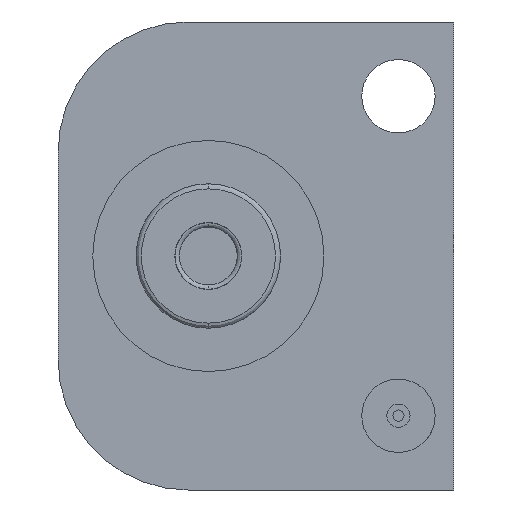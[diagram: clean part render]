
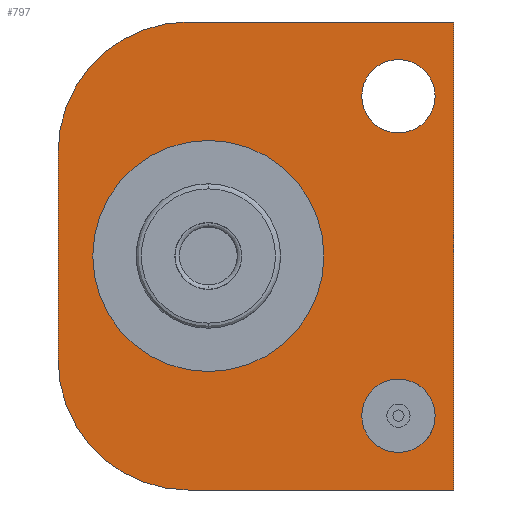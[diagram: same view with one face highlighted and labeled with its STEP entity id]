
A CAD part, left-side view. The second image highlights one B-rep face of the part: STEP entity #797.
In plain terms, the highlighted planar face has unit normal (-1, 0, 0).
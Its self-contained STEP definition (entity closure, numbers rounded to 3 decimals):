
#48 = EDGE_CURVE ( 'NONE', #8031, #8741, #704, .T. ) ;
#111 = VERTEX_POINT ( 'NONE', #4279 ) ;
#219 = DIRECTION ( 'NONE',  ( 1., 0., 0. ) ) ;
#257 = CARTESIAN_POINT ( 'NONE',  ( -53.9, 8.5, 4. ) ) ;
#319 = VECTOR ( 'NONE', #972, 1000. ) ;
#369 = CIRCLE ( 'NONE', #2899, 1.27 ) ;
#420 = CARTESIAN_POINT ( 'NONE',  ( -53.9, 1.92, 5.53 ) ) ;
#522 = CARTESIAN_POINT ( 'NONE',  ( -53.9, 9.2, -3.6 ) ) ;
#526 = EDGE_CURVE ( 'NONE', #8741, #4806, #2347, .T. ) ;
#635 = EDGE_LOOP ( 'NONE', ( #4609, #6481 ) ) ;
#688 = FACE_BOUND ( 'NONE', #635, .T. ) ;
#704 = LINE ( 'NONE', #1242, #8423 ) ;
#797 = ADVANCED_FACE ( 'NONE', ( #9808, #10644, #3029, #688 ), #2042, .T. ) ;
#840 = CARTESIAN_POINT ( 'NONE',  ( -53.9, 13.7, -3.6 ) ) ;
#845 = VERTEX_POINT ( 'NONE', #4873 ) ;
#972 = DIRECTION ( 'NONE',  ( 0., -1., 0. ) ) ;
#986 = ORIENTED_EDGE ( 'NONE', *, *, #6253, .F. ) ;
#1079 = DIRECTION ( 'NONE',  ( 0., 0., 1. ) ) ;
#1122 = CARTESIAN_POINT ( 'NONE',  ( -53.9, 0.65, 0. ) ) ;
#1242 = CARTESIAN_POINT ( 'NONE',  ( -53.9, 13.7, 0. ) ) ;
#1298 = DIRECTION ( 'NONE',  ( 0., 0., 1. ) ) ;
#1414 = DIRECTION ( 'NONE',  ( -1., 0., 0. ) ) ;
#1430 = CARTESIAN_POINT ( 'NONE',  ( -53.9, 1.92, -5.53 ) ) ;
#1709 = CIRCLE ( 'NONE', #6477, 1.27 ) ;
#2042 = PLANE ( 'NONE',  #6579 ) ;
#2277 = DIRECTION ( 'NONE',  ( -1., 0., 0. ) ) ;
#2347 = CIRCLE ( 'NONE', #7346, 4.5 ) ;
#2458 = VECTOR ( 'NONE', #11457, 1000. ) ;
#2549 = AXIS2_PLACEMENT_3D ( 'NONE', #10227, #9397, #1298 ) ;
#2606 = ORIENTED_EDGE ( 'NONE', *, *, #4922, .T. ) ;
#2844 = CARTESIAN_POINT ( 'NONE',  ( -53.9, 1.92, 6.8 ) ) ;
#2899 = AXIS2_PLACEMENT_3D ( 'NONE', #1430, #2277, #4050 ) ;
#3029 = FACE_BOUND ( 'NONE', #11465, .T. ) ;
#3403 = ORIENTED_EDGE ( 'NONE', *, *, #7757, .F. ) ;
#3800 = DIRECTION ( 'NONE',  ( -1., 0., 0. ) ) ;
#3847 = CARTESIAN_POINT ( 'NONE',  ( -53.9, 1.92, -5.53 ) ) ;
#3958 = DIRECTION ( 'NONE',  ( 0., 0., -1. ) ) ;
#4023 = ORIENTED_EDGE ( 'NONE', *, *, #48, .T. ) ;
#4050 = DIRECTION ( 'NONE',  ( 0., 0., 1. ) ) ;
#4072 = EDGE_CURVE ( 'NONE', #11180, #5004, #5034, .T. ) ;
#4086 = CARTESIAN_POINT ( 'NONE',  ( -53.9, 9.2, 8.1 ) ) ;
#4279 = CARTESIAN_POINT ( 'NONE',  ( -53.9, 0., -8.1 ) ) ;
#4309 = CIRCLE ( 'NONE', #10948, 1.27 ) ;
#4467 = CARTESIAN_POINT ( 'NONE',  ( -53.9, 0., 0. ) ) ;
#4504 = CARTESIAN_POINT ( 'NONE',  ( -53.9, 8.5, -4. ) ) ;
#4505 = CIRCLE ( 'NONE', #7805, 4. ) ;
#4609 = ORIENTED_EDGE ( 'NONE', *, *, #11126, .T. ) ;
#4748 = DIRECTION ( 'NONE',  ( 0., 0., 1. ) ) ;
#4806 = VERTEX_POINT ( 'NONE', #8665 ) ;
#4873 = CARTESIAN_POINT ( 'NONE',  ( -53.9, 1.92, -6.8 ) ) ;
#4922 = EDGE_CURVE ( 'NONE', #4806, #111, #6119, .T. ) ;
#4992 = ORIENTED_EDGE ( 'NONE', *, *, #9226, .F. ) ;
#5004 = VERTEX_POINT ( 'NONE', #257 ) ;
#5034 = CIRCLE ( 'NONE', #11209, 4. ) ;
#5118 = ORIENTED_EDGE ( 'NONE', *, *, #6053, .F. ) ;
#5354 = VERTEX_POINT ( 'NONE', #4086 ) ;
#5404 = DIRECTION ( 'NONE',  ( 0., 0., 1. ) ) ;
#6053 = EDGE_CURVE ( 'NONE', #11300, #7474, #1709, .T. ) ;
#6119 = LINE ( 'NONE', #8969, #319 ) ;
#6193 = CARTESIAN_POINT ( 'NONE',  ( -53.9, 0.65, 8.1 ) ) ;
#6253 = EDGE_CURVE ( 'NONE', #845, #8771, #6668, .T. ) ;
#6440 = ORIENTED_EDGE ( 'NONE', *, *, #526, .T. ) ;
#6477 = AXIS2_PLACEMENT_3D ( 'NONE', #7807, #7886, #5404 ) ;
#6481 = ORIENTED_EDGE ( 'NONE', *, *, #4072, .T. ) ;
#6483 = ORIENTED_EDGE ( 'NONE', *, *, #10606, .T. ) ;
#6579 = AXIS2_PLACEMENT_3D ( 'NONE', #1122, #3800, #10018 ) ;
#6621 = DIRECTION ( 'NONE',  ( -1., 0., 0. ) ) ;
#6668 = CIRCLE ( 'NONE', #6704, 1.27 ) ;
#6704 = AXIS2_PLACEMENT_3D ( 'NONE', #3847, #6621, #10056 ) ;
#6748 = LINE ( 'NONE', #6193, #2458 ) ;
#6911 = CARTESIAN_POINT ( 'NONE',  ( -53.9, 1.92, 4.26 ) ) ;
#6948 = CARTESIAN_POINT ( 'NONE',  ( -53.9, 13.7, 3.6 ) ) ;
#6989 = VECTOR ( 'NONE', #9729, 1000. ) ;
#7346 = AXIS2_PLACEMENT_3D ( 'NONE', #522, #1414, #10345 ) ;
#7474 = VERTEX_POINT ( 'NONE', #6911 ) ;
#7665 = ORIENTED_EDGE ( 'NONE', *, *, #8912, .F. ) ;
#7676 = ORIENTED_EDGE ( 'NONE', *, *, #10400, .F. ) ;
#7757 = EDGE_CURVE ( 'NONE', #7474, #11300, #4309, .T. ) ;
#7805 = AXIS2_PLACEMENT_3D ( 'NONE', #8854, #10667, #1079 ) ;
#7807 = CARTESIAN_POINT ( 'NONE',  ( -53.9, 1.92, 5.53 ) ) ;
#7886 = DIRECTION ( 'NONE',  ( -1., 0., 0. ) ) ;
#8031 = VERTEX_POINT ( 'NONE', #6948 ) ;
#8400 = DIRECTION ( 'NONE',  ( -1., 0., 0. ) ) ;
#8423 = VECTOR ( 'NONE', #3958, 1000. ) ;
#8528 = EDGE_LOOP ( 'NONE', ( #4023, #6440, #2606, #7676, #7665, #6483 ) ) ;
#8597 = CARTESIAN_POINT ( 'NONE',  ( -53.9, 1.92, -4.26 ) ) ;
#8665 = CARTESIAN_POINT ( 'NONE',  ( -53.9, 9.2, -8.1 ) ) ;
#8741 = VERTEX_POINT ( 'NONE', #840 ) ;
#8771 = VERTEX_POINT ( 'NONE', #8597 ) ;
#8854 = CARTESIAN_POINT ( 'NONE',  ( -53.9, 8.5, 0. ) ) ;
#8912 = EDGE_CURVE ( 'NONE', #5354, #9230, #6748, .T. ) ;
#8969 = CARTESIAN_POINT ( 'NONE',  ( -53.9, 0.65, -8.1 ) ) ;
#9226 = EDGE_CURVE ( 'NONE', #8771, #845, #369, .T. ) ;
#9230 = VERTEX_POINT ( 'NONE', #10256 ) ;
#9397 = DIRECTION ( 'NONE',  ( -1., 0., 0. ) ) ;
#9621 = EDGE_LOOP ( 'NONE', ( #5118, #3403 ) ) ;
#9729 = DIRECTION ( 'NONE',  ( 0., 0., -1. ) ) ;
#9808 = FACE_OUTER_BOUND ( 'NONE', #8528, .T. ) ;
#9934 = CARTESIAN_POINT ( 'NONE',  ( -53.9, 8.5, 0. ) ) ;
#10018 = DIRECTION ( 'NONE',  ( 0., 0., 1. ) ) ;
#10056 = DIRECTION ( 'NONE',  ( 0., 0., 1. ) ) ;
#10227 = CARTESIAN_POINT ( 'NONE',  ( -53.9, 9.2, 3.6 ) ) ;
#10256 = CARTESIAN_POINT ( 'NONE',  ( -53.9, 0., 8.1 ) ) ;
#10343 = CIRCLE ( 'NONE', #2549, 4.5 ) ;
#10345 = DIRECTION ( 'NONE',  ( 0., 0., 1. ) ) ;
#10400 = EDGE_CURVE ( 'NONE', #9230, #111, #10732, .T. ) ;
#10606 = EDGE_CURVE ( 'NONE', #5354, #8031, #10343, .T. ) ;
#10644 = FACE_BOUND ( 'NONE', #9621, .T. ) ;
#10667 = DIRECTION ( 'NONE',  ( 1., 0., 0. ) ) ;
#10732 = LINE ( 'NONE', #4467, #6989 ) ;
#10948 = AXIS2_PLACEMENT_3D ( 'NONE', #420, #8400, #11252 ) ;
#11126 = EDGE_CURVE ( 'NONE', #5004, #11180, #4505, .T. ) ;
#11180 = VERTEX_POINT ( 'NONE', #4504 ) ;
#11209 = AXIS2_PLACEMENT_3D ( 'NONE', #9934, #219, #4748 ) ;
#11252 = DIRECTION ( 'NONE',  ( 0., 0., 1. ) ) ;
#11300 = VERTEX_POINT ( 'NONE', #2844 ) ;
#11457 = DIRECTION ( 'NONE',  ( 0., -1., 0. ) ) ;
#11465 = EDGE_LOOP ( 'NONE', ( #4992, #986 ) ) ;
